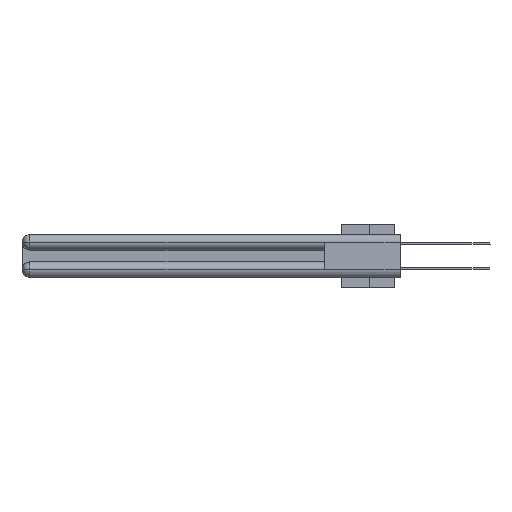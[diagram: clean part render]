
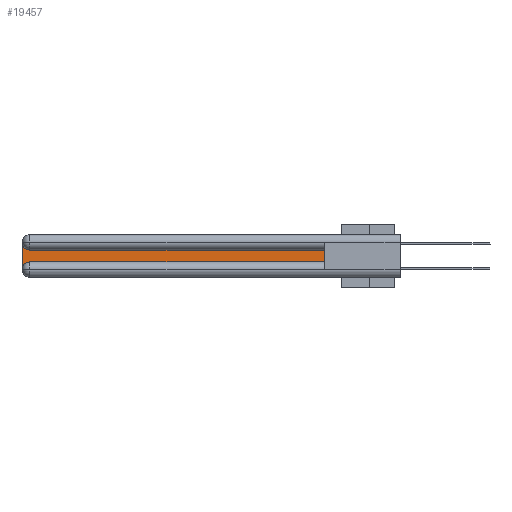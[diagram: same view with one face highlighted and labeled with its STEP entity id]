
A CAD part, left-side view. The second image highlights one B-rep face of the part: STEP entity #19457.
In plain terms, the highlighted planar face has unit normal (-1, 0, 0).
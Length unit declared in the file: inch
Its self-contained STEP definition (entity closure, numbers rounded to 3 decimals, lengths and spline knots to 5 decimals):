
#1279 = CARTESIAN_POINT ( 'NONE',  ( 0.075, 0.6, -0.2175 ) ) ;
#2130 = EDGE_LOOP ( 'NONE', ( #4757, #29176, #21330, #22561, #38053, #30781 ) ) ;
#2996 = EDGE_CURVE ( 'NONE', #26864, #31426, #15357, .T. ) ;
#3016 = EDGE_CURVE ( 'NONE', #9846, #7553, #11920, .T. ) ;
#3110 = EDGE_CURVE ( 'NONE', #7553, #25331, #24476, .T. ) ;
#4447 = DIRECTION ( 'NONE',  ( 0., 0., -1. ) ) ;
#4757 = ORIENTED_EDGE ( 'NONE', *, *, #3016, .T. ) ;
#6155 = EDGE_CURVE ( 'NONE', #14110, #26864, #16983, .T. ) ;
#6171 = LINE ( 'NONE', #10943, #35137 ) ;
#7553 = VERTEX_POINT ( 'NONE', #29055 ) ;
#8216 = DIRECTION ( 'NONE',  ( 0., 0., -1. ) ) ;
#8580 = VECTOR ( 'NONE', #4447, 39.37008 ) ;
#9846 = VERTEX_POINT ( 'NONE', #34610 ) ;
#10943 = CARTESIAN_POINT ( 'NONE',  ( 0.075, 0.6, -0.2175 ) ) ;
#11859 = DIRECTION ( 'NONE',  ( 0., 0., -1. ) ) ;
#11920 = LINE ( 'NONE', #23771, #18678 ) ;
#12126 = CARTESIAN_POINT ( 'NONE',  ( 0.075, 2.94, -0.2775 ) ) ;
#13649 = CARTESIAN_POINT ( 'NONE',  ( 0.075, 3., -0.2775 ) ) ;
#13947 = DIRECTION ( 'NONE',  ( 0., 0., 1. ) ) ;
#14038 = PLANE ( 'NONE',  #29179 ) ;
#14110 = VERTEX_POINT ( 'NONE', #13649 ) ;
#14493 = AXIS2_PLACEMENT_3D ( 'NONE', #12126, #18357, #11859 ) ;
#15107 = CARTESIAN_POINT ( 'NONE',  ( 0.075, 3., -0.0625 ) ) ;
#15357 = LINE ( 'NONE', #1279, #32656 ) ;
#15611 = FACE_OUTER_BOUND ( 'NONE', #2130, .T. ) ;
#16360 = DIRECTION ( 'NONE',  ( 0., -1., 0. ) ) ;
#16983 = CIRCLE ( 'NONE', #14493, 0.06 ) ;
#17585 = DIRECTION ( 'NONE',  ( 0., 1., 0. ) ) ;
#18357 = DIRECTION ( 'NONE',  ( 1., 0., 0. ) ) ;
#18678 = VECTOR ( 'NONE', #17585, 39.37008 ) ;
#19457 = ADVANCED_FACE ( 'NONE', ( #15611 ), #14038, .F. ) ;
#20262 = DIRECTION ( 'NONE',  ( 1., 0., 0. ) ) ;
#20558 = DIRECTION ( 'NONE',  ( 1., 0., 0. ) ) ;
#21330 = ORIENTED_EDGE ( 'NONE', *, *, #29602, .T. ) ;
#22561 = ORIENTED_EDGE ( 'NONE', *, *, #6155, .T. ) ;
#22648 = AXIS2_PLACEMENT_3D ( 'NONE', #32779, #20558, #8216 ) ;
#22928 = DIRECTION ( 'NONE',  ( 0., 0., -1. ) ) ;
#23771 = CARTESIAN_POINT ( 'NONE',  ( 0.075, 0.6, -0.1225 ) ) ;
#24476 = CIRCLE ( 'NONE', #22648, 0.06 ) ;
#25331 = VERTEX_POINT ( 'NONE', #15107 ) ;
#26611 = CARTESIAN_POINT ( 'NONE',  ( 0.075, 3., -0.2175 ) ) ;
#26864 = VERTEX_POINT ( 'NONE', #31342 ) ;
#29055 = CARTESIAN_POINT ( 'NONE',  ( 0.075, 2.94, -0.1225 ) ) ;
#29176 = ORIENTED_EDGE ( 'NONE', *, *, #3110, .T. ) ;
#29179 = AXIS2_PLACEMENT_3D ( 'NONE', #35582, #20262, #22928 ) ;
#29527 = EDGE_CURVE ( 'NONE', #31426, #9846, #6171, .T. ) ;
#29602 = EDGE_CURVE ( 'NONE', #25331, #14110, #32224, .T. ) ;
#30781 = ORIENTED_EDGE ( 'NONE', *, *, #29527, .T. ) ;
#31342 = CARTESIAN_POINT ( 'NONE',  ( 0.075, 2.94, -0.2175 ) ) ;
#31426 = VERTEX_POINT ( 'NONE', #38863 ) ;
#32224 = LINE ( 'NONE', #26611, #8580 ) ;
#32656 = VECTOR ( 'NONE', #16360, 39.37008 ) ;
#32779 = CARTESIAN_POINT ( 'NONE',  ( 0.075, 2.94, -0.0625 ) ) ;
#34610 = CARTESIAN_POINT ( 'NONE',  ( 0.075, 0.6, -0.1225 ) ) ;
#35137 = VECTOR ( 'NONE', #13947, 39.37008 ) ;
#35582 = CARTESIAN_POINT ( 'NONE',  ( 0.075, 3., -0.1225 ) ) ;
#38053 = ORIENTED_EDGE ( 'NONE', *, *, #2996, .T. ) ;
#38863 = CARTESIAN_POINT ( 'NONE',  ( 0.075, 0.6, -0.2175 ) ) ;
